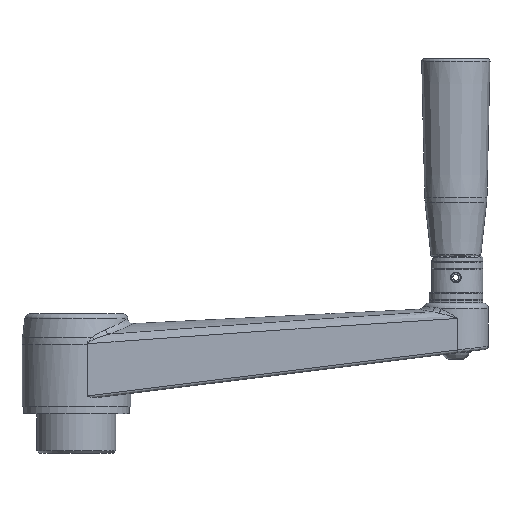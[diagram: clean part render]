
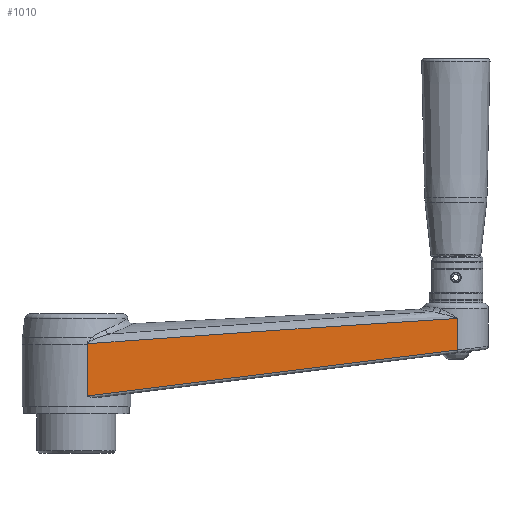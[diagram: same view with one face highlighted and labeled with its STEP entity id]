
A CAD part, front view. The second image highlights one B-rep face of the part: STEP entity #1010.
In plain terms, the highlighted planar face has unit normal (0.056, -0.999, 0).
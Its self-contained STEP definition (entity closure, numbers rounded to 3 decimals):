
#1010 = ADVANCED_FACE( '', ( #2107 ), #2108, .T. );
#2107 = FACE_OUTER_BOUND( '', #6813, .T. );
#2108 = PLANE( '', #6814 );
#6813 = EDGE_LOOP( '', ( #9484, #9485, #9486, #9487, #9488 ) );
#6814 = AXIS2_PLACEMENT_3D( '', #9489, #9490, #9491 );
#9484 = ORIENTED_EDGE( '', *, *, #10512, .T. );
#9485 = ORIENTED_EDGE( '', *, *, #10348, .T. );
#9486 = ORIENTED_EDGE( '', *, *, #10580, .F. );
#9487 = ORIENTED_EDGE( '', *, *, #9981, .T. );
#9488 = ORIENTED_EDGE( '', *, *, #10157, .T. );
#9489 = CARTESIAN_POINT( '', ( -64.927, -19.151, 50. ) );
#9490 = DIRECTION( '', ( 0.056, -0.998, 0. ) );
#9491 = DIRECTION( '', ( 0.998, 0.056, 0. ) );
#9981 = EDGE_CURVE( '', #11335, #11336, #11337, .T. );
#10157 = EDGE_CURVE( '', #11336, #11601, #11602, .F. );
#10348 = EDGE_CURVE( '', #11857, #11859, #11861, .T. );
#10512 = EDGE_CURVE( '', #11601, #11857, #12057, .T. );
#10580 = EDGE_CURVE( '', #11335, #11859, #12132, .T. );
#11335 = VERTEX_POINT( '', #14105 );
#11336 = VERTEX_POINT( '', #14106 );
#11337 = ELLIPSE( '', #14107, 715.897, 39.786 );
#11601 = VERTEX_POINT( '', #15014 );
#11602 = B_SPLINE_CURVE_WITH_KNOTS( '', 3, ( #15015, #15016, #15017, #15018, #15019, #15020, #15021, #15022, #15023, #15024, #15025, #15026, #15027, #15028, #15029, #15030, #15031, #15032, #15033, #15034, #15035 ), .UNSPECIFIED., .F., .F., ( 4, 2, 2, 1, 2, 2, 1, 1, 1, 2, 2, 1, 4 ), ( 0., 0., 0., 0., 0., 0., 0., 0., 0., 0., 0., 0., 0. ), .UNSPECIFIED. );
#11857 = VERTEX_POINT( '', #15721 );
#11859 = VERTEX_POINT( '', #15738 );
#11861 = LINE( '', #15740, #15741 );
#12057 = LINE( '', #16216, #16217 );
#12132 = LINE( '', #16423, #16424 );
#14105 = CARTESIAN_POINT( '', ( 71.778, -11.532, 33.808 ) );
#14106 = CARTESIAN_POINT( '', ( -59.145, -18.829, 24.87 ) );
#14107 = AXIS2_PLACEMENT_3D( '', #17034, #17035, #17036 );
#15014 = CARTESIAN_POINT( '', ( -59.28, -18.836, 24.476 ) );
#15015 = CARTESIAN_POINT( '', ( -59.28, -18.836, 24.476 ) );
#15016 = CARTESIAN_POINT( '', ( -59.276, -18.836, 24.511 ) );
#15017 = CARTESIAN_POINT( '', ( -59.271, -18.836, 24.545 ) );
#15018 = CARTESIAN_POINT( '', ( -59.257, -18.835, 24.614 ) );
#15019 = CARTESIAN_POINT( '', ( -59.248, -18.834, 24.647 ) );
#15020 = CARTESIAN_POINT( '', ( -59.231, -18.833, 24.697 ) );
#15021 = CARTESIAN_POINT( '', ( -59.222, -18.833, 24.722 ) );
#15022 = CARTESIAN_POINT( '', ( -59.212, -18.832, 24.746 ) );
#15023 = CARTESIAN_POINT( '', ( -59.205, -18.832, 24.762 ) );
#15024 = CARTESIAN_POINT( '', ( -59.201, -18.832, 24.77 ) );
#15025 = CARTESIAN_POINT( '', ( -59.19, -18.831, 24.794 ) );
#15026 = CARTESIAN_POINT( '', ( -59.177, -18.83, 24.818 ) );
#15027 = CARTESIAN_POINT( '', ( -59.161, -18.83, 24.844 ) );
#15028 = CARTESIAN_POINT( '', ( -59.154, -18.829, 24.856 ) );
#15029 = CARTESIAN_POINT( '', ( -59.151, -18.829, 24.86 ) );
#15030 = CARTESIAN_POINT( '', ( -59.151, -18.829, 24.861 ) );
#15031 = CARTESIAN_POINT( '', ( -59.15, -18.829, 24.861 ) );
#15032 = CARTESIAN_POINT( '', ( -59.149, -18.829, 24.863 ) );
#15033 = CARTESIAN_POINT( '', ( -59.148, -18.829, 24.865 ) );
#15034 = CARTESIAN_POINT( '', ( -59.146, -18.829, 24.868 ) );
#15035 = CARTESIAN_POINT( '', ( -59.145, -18.829, 24.87 ) );
#15721 = CARTESIAN_POINT( '', ( -59.28, -18.836, 6.386 ) );
#15738 = CARTESIAN_POINT( '', ( 71.778, -11.532, 22.669 ) );
#15740 = CARTESIAN_POINT( '', ( 71.656, -11.539, 22.653 ) );
#15741 = VECTOR( '', #17440, 1000. );
#16216 = CARTESIAN_POINT( '', ( -59.28, -18.836, 0. ) );
#16217 = VECTOR( '', #17572, 1000. );
#16423 = CARTESIAN_POINT( '', ( 71.778, -11.532, 50. ) );
#16424 = VECTOR( '', #17626, 1000. );
#17034 = CARTESIAN_POINT( '', ( 224.953, -2.995, 2.593 ) );
#17035 = DIRECTION( '', ( 0.056, -0.998, 0. ) );
#17036 = DIRECTION( '', ( -0.997, -0.056, -0.05 ) );
#17440 = DIRECTION( '', ( 0.991, 0.055, 0.123 ) );
#17572 = DIRECTION( '', ( 0., 0., -1. ) );
#17626 = DIRECTION( '', ( 0., 0., -1. ) );
